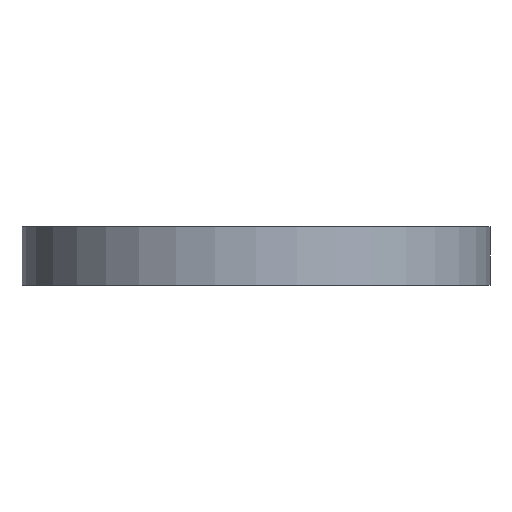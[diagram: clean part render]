
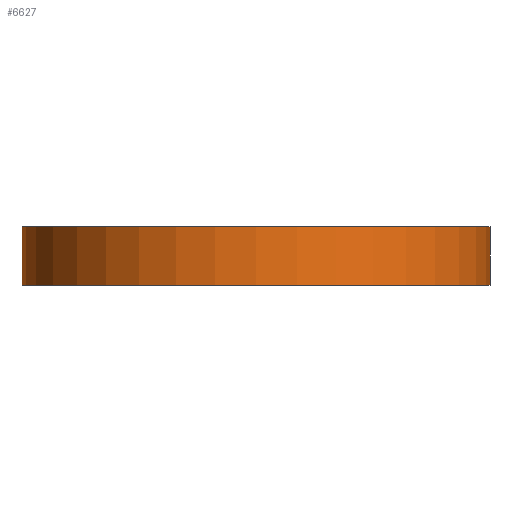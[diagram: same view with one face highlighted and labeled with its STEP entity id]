
A CAD part, front view. The second image highlights one B-rep face of the part: STEP entity #6627.
In plain terms, the highlighted cylindrical face has radius 12.696 mm (diameter 25.392 mm), a partial arc.
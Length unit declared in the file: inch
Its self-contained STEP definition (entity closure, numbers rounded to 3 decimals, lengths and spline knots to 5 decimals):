
#187 = CIRCLE ( 'NONE', #5715, 0.49985 ) ;
#522 = DIRECTION ( 'NONE',  ( 0., 0., -1. ) ) ;
#654 = CARTESIAN_POINT ( 'NONE',  ( 0.49985, 0., 0.125 ) ) ;
#713 = DIRECTION ( 'NONE',  ( 1., 0., 0. ) ) ;
#1153 = EDGE_CURVE ( 'NONE', #4706, #8076, #7008, .T. ) ;
#1229 = AXIS2_PLACEMENT_3D ( 'NONE', #7497, #6192, #3018 ) ;
#1311 = CARTESIAN_POINT ( 'NONE',  ( 0., 0., 0. ) ) ;
#1627 = CARTESIAN_POINT ( 'NONE',  ( 0., 0., 0.125 ) ) ;
#2290 = ORIENTED_EDGE ( 'NONE', *, *, #6459, .F. ) ;
#2365 = LINE ( 'NONE', #7027, #6722 ) ;
#2478 = CYLINDRICAL_SURFACE ( 'NONE', #5865, 0.49985 ) ;
#2996 = EDGE_CURVE ( 'NONE', #5937, #8076, #187, .T. ) ;
#3018 = DIRECTION ( 'NONE',  ( 1., 0., 0. ) ) ;
#3881 = DIRECTION ( 'NONE',  ( 0., 0., 1. ) ) ;
#4436 = ORIENTED_EDGE ( 'NONE', *, *, #1153, .F. ) ;
#4513 = CARTESIAN_POINT ( 'NONE',  ( 0.49985, 0., 0.125 ) ) ;
#4635 = ORIENTED_EDGE ( 'NONE', *, *, #2996, .T. ) ;
#4706 = VERTEX_POINT ( 'NONE', #654 ) ;
#4741 = ORIENTED_EDGE ( 'NONE', *, *, #8208, .T. ) ;
#5188 = DIRECTION ( 'NONE',  ( 0., 0., -1. ) ) ;
#5467 = CARTESIAN_POINT ( 'NONE',  ( -0.49985, 0., 0.125 ) ) ;
#5631 = EDGE_LOOP ( 'NONE', ( #4436, #2290, #4741, #4635 ) ) ;
#5715 = AXIS2_PLACEMENT_3D ( 'NONE', #1311, #3881, #713 ) ;
#5865 = AXIS2_PLACEMENT_3D ( 'NONE', #1627, #6065, #6719 ) ;
#5937 = VERTEX_POINT ( 'NONE', #6977 ) ;
#6065 = DIRECTION ( 'NONE',  ( 0., 0., -1. ) ) ;
#6192 = DIRECTION ( 'NONE',  ( 0., 0., 1. ) ) ;
#6227 = FACE_OUTER_BOUND ( 'NONE', #5631, .T. ) ;
#6238 = CIRCLE ( 'NONE', #1229, 0.49985 ) ;
#6359 = VERTEX_POINT ( 'NONE', #5467 ) ;
#6459 = EDGE_CURVE ( 'NONE', #6359, #4706, #6238, .T. ) ;
#6627 = ADVANCED_FACE ( 'NONE', ( #6227 ), #2478, .T. ) ;
#6719 = DIRECTION ( 'NONE',  ( -1., 0., 0. ) ) ;
#6722 = VECTOR ( 'NONE', #522, 39.37008 ) ;
#6945 = CARTESIAN_POINT ( 'NONE',  ( 0.49985, 0., 0. ) ) ;
#6977 = CARTESIAN_POINT ( 'NONE',  ( -0.49985, 0., 0. ) ) ;
#7008 = LINE ( 'NONE', #4513, #7400 ) ;
#7027 = CARTESIAN_POINT ( 'NONE',  ( -0.49985, 0., 0.125 ) ) ;
#7400 = VECTOR ( 'NONE', #5188, 39.37008 ) ;
#7497 = CARTESIAN_POINT ( 'NONE',  ( 0., 0., 0.125 ) ) ;
#8076 = VERTEX_POINT ( 'NONE', #6945 ) ;
#8208 = EDGE_CURVE ( 'NONE', #6359, #5937, #2365, .T. ) ;
